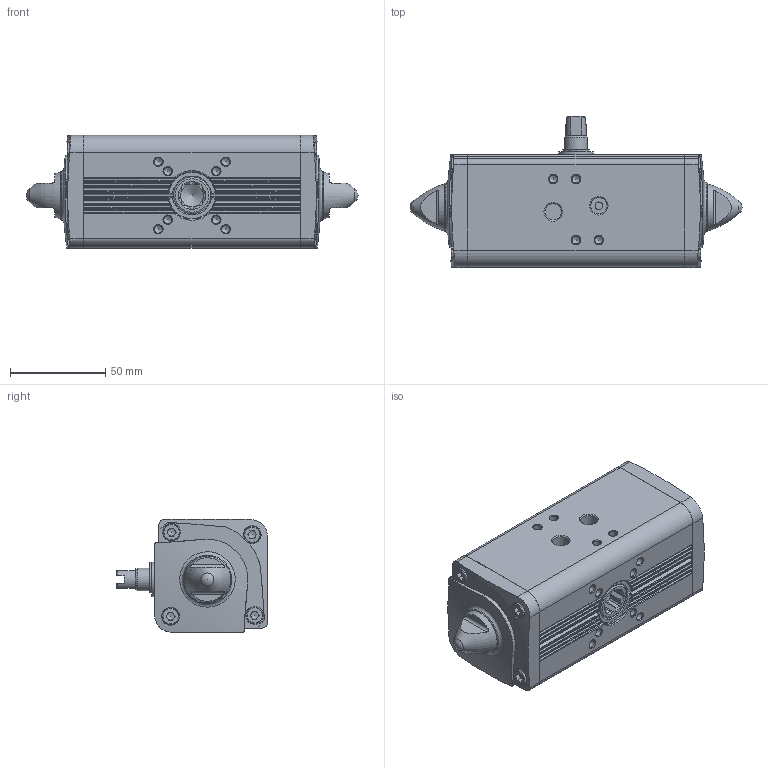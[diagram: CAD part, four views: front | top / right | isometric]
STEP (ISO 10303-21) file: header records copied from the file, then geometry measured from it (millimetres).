
FILE_DESCRIPTION(/* description */ ('Unknown'),/* implementation_level */ '2;1');
FILE_NAME(/* name */ 'DA03',/* time_stamp */ '2022-08-11T12:49:02+02:00',/* author */ ('Unknown'),/* organization */ ('Unknown'),/* preprocessor_version */ 'ST-DEVELOPER v16.7',/* originating_system */ 'Solid Edge',/* authorisation */ 'Unknown');
FILE_SCHEMA (('AUTOMOTIVE_DESIGN {1 0 10303 214 3 1 1}'));
Length unit declared in the file: millimetre
Products named in the file (2): DAN0030411S_F03_05_new; _DAN0030411S_new
Assembly tree (1 placements, depth 2):
  DAN0030411S_F03_05_new
    _DAN0030411S_new
Bounding box: 174.2 x 79.2 x 59.36 mm (x, y, z)
Volume: 452616.2 mm3; surface area: 53476.5 mm2
Topology: 1 solids, 1 shells, 508 faces, 1312 edges, 836 vertices
Faces by surface type: plane 233, cylinder 149, cone 74, torus 50, sphere 2
Full cylindrical faces by diameter (mm): 1.5 x2, 4 x1, 4.134 x16, 4.917 x1, 8.5 x8, 8.566 x2, 11.3 x1, 12 x2, 15.2 x1, 18 x1, 19 x1, 40 x1, 56 x1
Entity records: 18280 total; most frequent: CARTESIAN_POINT 3086, DIRECTION 2400, ORIENTED_EDGE 2254, EDGE_CURVE 1127, AXIS2_PLACEMENT_3D 933, VERTEX_POINT 807, FACE_BOUND 698, EDGE_LOOP 672
